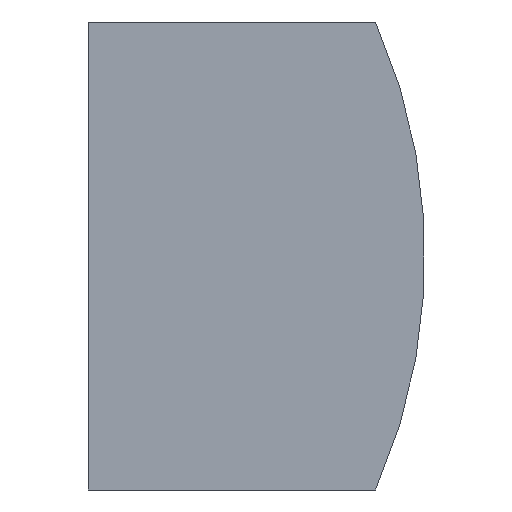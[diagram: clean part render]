
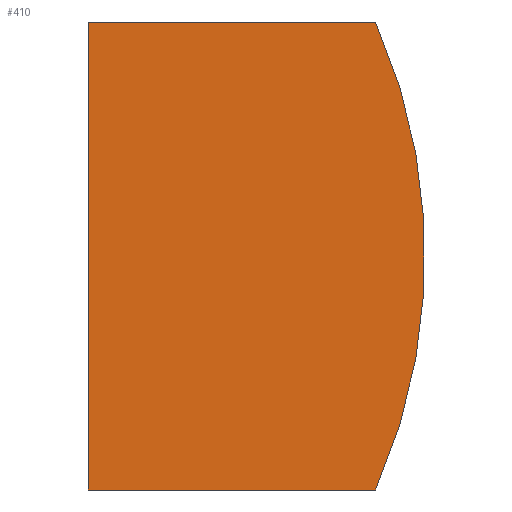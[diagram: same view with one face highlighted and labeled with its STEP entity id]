
A CAD part, front view. The second image highlights one B-rep face of the part: STEP entity #410.
In plain terms, the highlighted planar face has unit normal (0, -1, 0).
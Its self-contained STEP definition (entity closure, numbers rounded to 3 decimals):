
#10=CARTESIAN_POINT('',(0.,0.,0.));
#20=DIRECTION('',(0.,1.,0.));
#30=DIRECTION('',(1.,0.,0.));
#40=AXIS2_PLACEMENT_3D('',#10,#20,#30);
#50=PLANE('',#40);
#60=CARTESIAN_POINT('',(475.,0.,-1074.709));
#70=DIRECTION('',(0.,0.,1.));
#80=VECTOR('',#70,1.);
#90=LINE('',#60,#80);
#100=CARTESIAN_POINT('',(475.,0.,-1074.709));
#110=VERTEX_POINT('',#100);
#120=CARTESIAN_POINT('',(475.,0.,-491.));
#130=VERTEX_POINT('',#120);
#140=EDGE_CURVE('',#110,#130,#90,.T.);
#150=ORIENTED_EDGE('',*,*,#140,.T.);
#160=CARTESIAN_POINT('',(0.,0.,0.));
#170=DIRECTION('',(0.,-1.,-0.));
#180=DIRECTION('',(-0.404,0.,-0.915));
#190=AXIS2_PLACEMENT_3D('',#160,#170,#180);
#200=CIRCLE('',#190,1175.);
#210=CARTESIAN_POINT('',(-475.,0.,-1074.709));
#220=VERTEX_POINT('',#210);
#230=EDGE_CURVE('',#220,#110,#200,.T.);
#240=ORIENTED_EDGE('',*,*,#230,.T.);
#250=CARTESIAN_POINT('',(-475.,0.,-491.));
#260=DIRECTION('',(0.,0.,-1.));
#270=VECTOR('',#260,1.);
#280=LINE('',#250,#270);
#290=CARTESIAN_POINT('',(-475.,0.,-491.));
#300=VERTEX_POINT('',#290);
#310=EDGE_CURVE('',#300,#220,#280,.T.);
#320=ORIENTED_EDGE('',*,*,#310,.T.);
#330=CARTESIAN_POINT('',(475.,0.,-491.));
#340=DIRECTION('',(-1.,0.,0.));
#350=VECTOR('',#340,1.);
#360=LINE('',#330,#350);
#370=EDGE_CURVE('',#130,#300,#360,.T.);
#380=ORIENTED_EDGE('',*,*,#370,.T.);
#390=EDGE_LOOP('',(#380,#320,#240,#150));
#400=FACE_OUTER_BOUND('',#390,.T.);
#410=ADVANCED_FACE('',(#400),#50,.F.);
